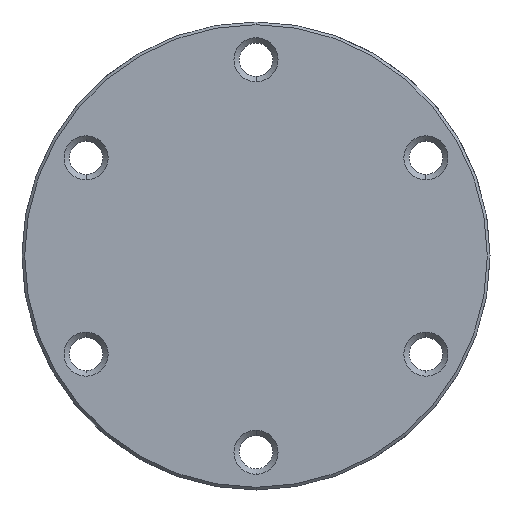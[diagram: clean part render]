
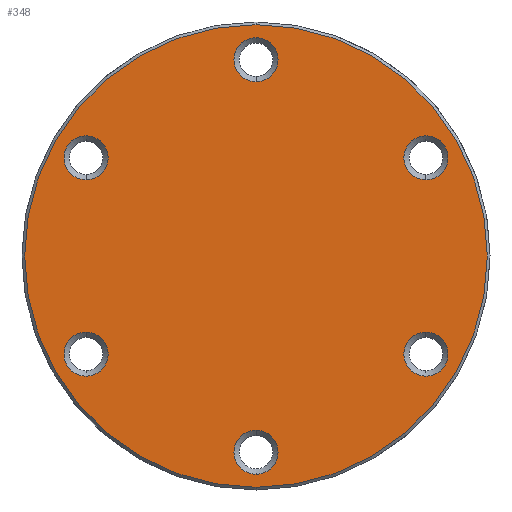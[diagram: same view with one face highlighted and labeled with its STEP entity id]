
A CAD part, front view. The second image highlights one B-rep face of the part: STEP entity #348.
In plain terms, the highlighted planar face has unit normal (0, -1, 0).
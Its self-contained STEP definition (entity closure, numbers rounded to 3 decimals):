
#4 = VERTEX_POINT ( 'NONE', #465 ) ;
#23 = CARTESIAN_POINT ( 'NONE',  ( -25.418, 0., -17.975 ) ) ;
#51 = VERTEX_POINT ( 'NONE', #292 ) ;
#52 = EDGE_CURVE ( 'NONE', #1233, #355, #1553, .T. ) ;
#53 = CARTESIAN_POINT ( 'NONE',  ( 0., 0., -34.6 ) ) ;
#78 = VERTEX_POINT ( 'NONE', #2013 ) ;
#103 = AXIS2_PLACEMENT_3D ( 'NONE', #564, #726, #1513 ) ;
#106 = VERTEX_POINT ( 'NONE', #1122 ) ;
#112 = VERTEX_POINT ( 'NONE', #2021 ) ;
#120 = DIRECTION ( 'NONE',  ( 0., 1., 0. ) ) ;
#127 = DIRECTION ( 'NONE',  ( 0., 1., 0. ) ) ;
#135 = DIRECTION ( 'NONE',  ( 0., 1., 0. ) ) ;
#142 = CARTESIAN_POINT ( 'NONE',  ( 0., 0., 29.35 ) ) ;
#147 = EDGE_CURVE ( 'NONE', #1645, #106, #946, .T. ) ;
#163 = AXIS2_PLACEMENT_3D ( 'NONE', #1928, #657, #1912 ) ;
#166 = CIRCLE ( 'NONE', #1948, 3.3 ) ;
#183 = AXIS2_PLACEMENT_3D ( 'NONE', #1096, #1872, #934 ) ;
#184 = AXIS2_PLACEMENT_3D ( 'NONE', #807, #1109, #1442 ) ;
#212 = CIRCLE ( 'NONE', #183, 3.3 ) ;
#232 = DIRECTION ( 'NONE',  ( 0., 0., -1. ) ) ;
#239 = CARTESIAN_POINT ( 'NONE',  ( 25.418, 0., 14.675 ) ) ;
#246 = CIRCLE ( 'NONE', #103, 34.6 ) ;
#269 = FACE_BOUND ( 'NONE', #1304, .T. ) ;
#272 = EDGE_CURVE ( 'NONE', #829, #112, #383, .T. ) ;
#287 = AXIS2_PLACEMENT_3D ( 'NONE', #1445, #949, #1586 ) ;
#289 = CIRCLE ( 'NONE', #717, 3.3 ) ;
#291 = DIRECTION ( 'NONE',  ( 0., 0., -1. ) ) ;
#292 = CARTESIAN_POINT ( 'NONE',  ( 0., 0., -32.65 ) ) ;
#299 = ORIENTED_EDGE ( 'NONE', *, *, #1972, .T. ) ;
#325 = FACE_BOUND ( 'NONE', #1037, .T. ) ;
#327 = ORIENTED_EDGE ( 'NONE', *, *, #52, .T. ) ;
#348 = ADVANCED_FACE ( 'NONE', ( #325, #705, #269, #1904, #1500, #1078, #654 ), #765, .T. ) ;
#355 = VERTEX_POINT ( 'NONE', #592 ) ;
#362 = EDGE_LOOP ( 'NONE', ( #481, #2029 ) ) ;
#383 = CIRCLE ( 'NONE', #1473, 3.3 ) ;
#394 = DIRECTION ( 'NONE',  ( 0., 1., 0. ) ) ;
#413 = AXIS2_PLACEMENT_3D ( 'NONE', #985, #1502, #1296 ) ;
#429 = CARTESIAN_POINT ( 'NONE',  ( 0., 0., -29.35 ) ) ;
#465 = CARTESIAN_POINT ( 'NONE',  ( -25.418, 0., 17.975 ) ) ;
#469 = EDGE_CURVE ( 'NONE', #51, #1792, #1079, .T. ) ;
#481 = ORIENTED_EDGE ( 'NONE', *, *, #272, .T. ) ;
#489 = DIRECTION ( 'NONE',  ( 0., 1., 0. ) ) ;
#506 = CARTESIAN_POINT ( 'NONE',  ( 25.418, 0., 11.375 ) ) ;
#529 = EDGE_LOOP ( 'NONE', ( #1254, #1266 ) ) ;
#545 = AXIS2_PLACEMENT_3D ( 'NONE', #1068, #910, #1550 ) ;
#547 = CARTESIAN_POINT ( 'NONE',  ( 0., 0., -26.05 ) ) ;
#552 = CARTESIAN_POINT ( 'NONE',  ( 25.418, 0., -14.675 ) ) ;
#561 = DIRECTION ( 'NONE',  ( 0., 0., -1. ) ) ;
#564 = CARTESIAN_POINT ( 'NONE',  ( 0., 0., 0. ) ) ;
#580 = EDGE_CURVE ( 'NONE', #112, #829, #2023, .T. ) ;
#592 = CARTESIAN_POINT ( 'NONE',  ( 25.418, 0., 17.975 ) ) ;
#603 = CARTESIAN_POINT ( 'NONE',  ( 25.418, 0., -17.975 ) ) ;
#606 = DIRECTION ( 'NONE',  ( 0., 0., -1. ) ) ;
#608 = CARTESIAN_POINT ( 'NONE',  ( 25.418, 0., 14.675 ) ) ;
#637 = ORIENTED_EDGE ( 'NONE', *, *, #1941, .T. ) ;
#654 = FACE_OUTER_BOUND ( 'NONE', #870, .T. ) ;
#657 = DIRECTION ( 'NONE',  ( 0., -1., 0. ) ) ;
#667 = EDGE_CURVE ( 'NONE', #4, #1959, #289, .T. ) ;
#669 = DIRECTION ( 'NONE',  ( 0., 0., -1. ) ) ;
#683 = CIRCLE ( 'NONE', #413, 3.3 ) ;
#705 = FACE_BOUND ( 'NONE', #1284, .T. ) ;
#717 = AXIS2_PLACEMENT_3D ( 'NONE', #825, #489, #1942 ) ;
#726 = DIRECTION ( 'NONE',  ( 0., -1., 0. ) ) ;
#739 = AXIS2_PLACEMENT_3D ( 'NONE', #552, #135, #606 ) ;
#765 = PLANE ( 'NONE',  #163 ) ;
#807 = CARTESIAN_POINT ( 'NONE',  ( -25.418, 0., -14.675 ) ) ;
#822 = ORIENTED_EDGE ( 'NONE', *, *, #1032, .T. ) ;
#825 = CARTESIAN_POINT ( 'NONE',  ( -25.418, 0., 14.675 ) ) ;
#829 = VERTEX_POINT ( 'NONE', #23 ) ;
#867 = AXIS2_PLACEMENT_3D ( 'NONE', #608, #127, #1394 ) ;
#870 = EDGE_LOOP ( 'NONE', ( #1714, #1222 ) ) ;
#885 = AXIS2_PLACEMENT_3D ( 'NONE', #1468, #394, #232 ) ;
#900 = CIRCLE ( 'NONE', #1140, 3.3 ) ;
#910 = DIRECTION ( 'NONE',  ( 0., 1., 0. ) ) ;
#934 = DIRECTION ( 'NONE',  ( 0., 0., -1. ) ) ;
#946 = CIRCLE ( 'NONE', #287, 34.6 ) ;
#949 = DIRECTION ( 'NONE',  ( 0., -1., 0. ) ) ;
#950 = CIRCLE ( 'NONE', #739, 3.3 ) ;
#954 = ORIENTED_EDGE ( 'NONE', *, *, #667, .T. ) ;
#985 = CARTESIAN_POINT ( 'NONE',  ( -25.418, 0., 14.675 ) ) ;
#1032 = EDGE_CURVE ( 'NONE', #355, #1233, #166, .T. ) ;
#1037 = EDGE_LOOP ( 'NONE', ( #1272, #637 ) ) ;
#1045 = DIRECTION ( 'NONE',  ( 0., 1., 0. ) ) ;
#1068 = CARTESIAN_POINT ( 'NONE',  ( 0., 0., -29.35 ) ) ;
#1078 = FACE_BOUND ( 'NONE', #529, .T. ) ;
#1079 = CIRCLE ( 'NONE', #545, 3.3 ) ;
#1096 = CARTESIAN_POINT ( 'NONE',  ( 25.418, 0., -14.675 ) ) ;
#1109 = DIRECTION ( 'NONE',  ( 0., 1., 0. ) ) ;
#1122 = CARTESIAN_POINT ( 'NONE',  ( 0., 0., 34.6 ) ) ;
#1140 = AXIS2_PLACEMENT_3D ( 'NONE', #142, #1253, #291 ) ;
#1170 = CIRCLE ( 'NONE', #1694, 3.3 ) ;
#1210 = CIRCLE ( 'NONE', #885, 3.3 ) ;
#1222 = ORIENTED_EDGE ( 'NONE', *, *, #147, .T. ) ;
#1231 = DIRECTION ( 'NONE',  ( 0., 0., -1. ) ) ;
#1233 = VERTEX_POINT ( 'NONE', #506 ) ;
#1253 = DIRECTION ( 'NONE',  ( 0., 1., 0. ) ) ;
#1254 = ORIENTED_EDGE ( 'NONE', *, *, #469, .T. ) ;
#1266 = ORIENTED_EDGE ( 'NONE', *, *, #1361, .T. ) ;
#1267 = CARTESIAN_POINT ( 'NONE',  ( -25.418, 0., -14.675 ) ) ;
#1272 = ORIENTED_EDGE ( 'NONE', *, *, #1452, .T. ) ;
#1274 = EDGE_LOOP ( 'NONE', ( #1730, #954 ) ) ;
#1284 = EDGE_LOOP ( 'NONE', ( #327, #822 ) ) ;
#1296 = DIRECTION ( 'NONE',  ( 0., 0., -1. ) ) ;
#1304 = EDGE_LOOP ( 'NONE', ( #1359, #299 ) ) ;
#1359 = ORIENTED_EDGE ( 'NONE', *, *, #1652, .T. ) ;
#1361 = EDGE_CURVE ( 'NONE', #1792, #51, #1170, .T. ) ;
#1394 = DIRECTION ( 'NONE',  ( 0., 0., -1. ) ) ;
#1442 = DIRECTION ( 'NONE',  ( 0., 0., -1. ) ) ;
#1445 = CARTESIAN_POINT ( 'NONE',  ( 0., 0., 0. ) ) ;
#1452 = EDGE_CURVE ( 'NONE', #1479, #1456, #212, .T. ) ;
#1456 = VERTEX_POINT ( 'NONE', #1722 ) ;
#1468 = CARTESIAN_POINT ( 'NONE',  ( 0., 0., 29.35 ) ) ;
#1473 = AXIS2_PLACEMENT_3D ( 'NONE', #1267, #2019, #669 ) ;
#1479 = VERTEX_POINT ( 'NONE', #603 ) ;
#1500 = FACE_BOUND ( 'NONE', #362, .T. ) ;
#1502 = DIRECTION ( 'NONE',  ( 0., 1., 0. ) ) ;
#1513 = DIRECTION ( 'NONE',  ( 0., 0., -1. ) ) ;
#1550 = DIRECTION ( 'NONE',  ( 0., 0., -1. ) ) ;
#1553 = CIRCLE ( 'NONE', #867, 3.3 ) ;
#1560 = CARTESIAN_POINT ( 'NONE',  ( -25.418, 0., 11.375 ) ) ;
#1586 = DIRECTION ( 'NONE',  ( 0., 0., -1. ) ) ;
#1645 = VERTEX_POINT ( 'NONE', #53 ) ;
#1652 = EDGE_CURVE ( 'NONE', #78, #2005, #1210, .T. ) ;
#1694 = AXIS2_PLACEMENT_3D ( 'NONE', #429, #120, #1231 ) ;
#1714 = ORIENTED_EDGE ( 'NONE', *, *, #1789, .T. ) ;
#1722 = CARTESIAN_POINT ( 'NONE',  ( 25.418, 0., -11.375 ) ) ;
#1724 = CARTESIAN_POINT ( 'NONE',  ( 0., 0., 32.65 ) ) ;
#1730 = ORIENTED_EDGE ( 'NONE', *, *, #1849, .T. ) ;
#1789 = EDGE_CURVE ( 'NONE', #106, #1645, #246, .T. ) ;
#1792 = VERTEX_POINT ( 'NONE', #547 ) ;
#1849 = EDGE_CURVE ( 'NONE', #1959, #4, #683, .T. ) ;
#1872 = DIRECTION ( 'NONE',  ( 0., 1., 0. ) ) ;
#1904 = FACE_BOUND ( 'NONE', #1274, .T. ) ;
#1912 = DIRECTION ( 'NONE',  ( 0., 0., -1. ) ) ;
#1928 = CARTESIAN_POINT ( 'NONE',  ( 0., 0., 0. ) ) ;
#1941 = EDGE_CURVE ( 'NONE', #1456, #1479, #950, .T. ) ;
#1942 = DIRECTION ( 'NONE',  ( 0., 0., -1. ) ) ;
#1948 = AXIS2_PLACEMENT_3D ( 'NONE', #239, #1045, #561 ) ;
#1959 = VERTEX_POINT ( 'NONE', #1560 ) ;
#1972 = EDGE_CURVE ( 'NONE', #2005, #78, #900, .T. ) ;
#2005 = VERTEX_POINT ( 'NONE', #1724 ) ;
#2013 = CARTESIAN_POINT ( 'NONE',  ( 0., 0., 26.05 ) ) ;
#2019 = DIRECTION ( 'NONE',  ( 0., 1., 0. ) ) ;
#2021 = CARTESIAN_POINT ( 'NONE',  ( -25.418, 0., -11.375 ) ) ;
#2023 = CIRCLE ( 'NONE', #184, 3.3 ) ;
#2029 = ORIENTED_EDGE ( 'NONE', *, *, #580, .T. ) ;
